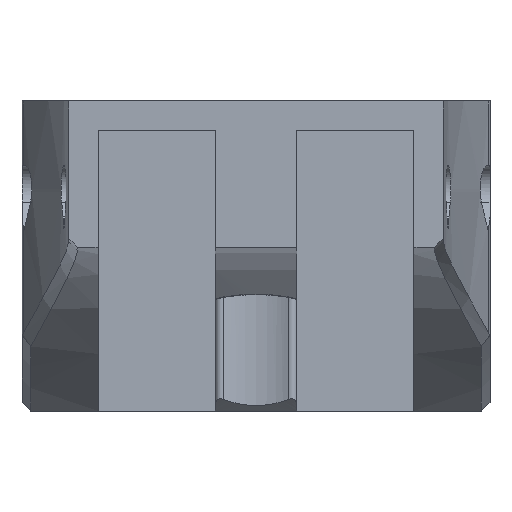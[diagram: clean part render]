
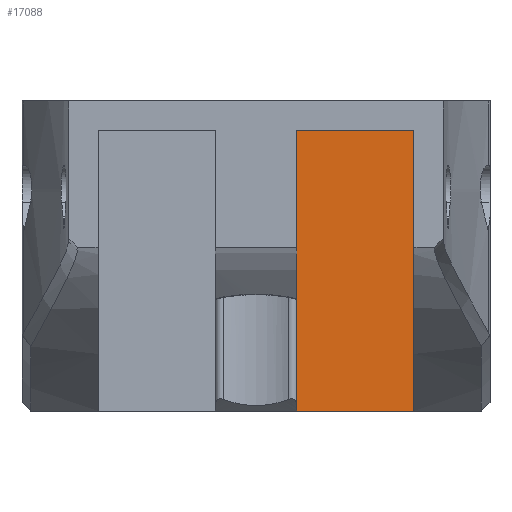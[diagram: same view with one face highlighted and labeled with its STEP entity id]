
A CAD part, left-side view. The second image highlights one B-rep face of the part: STEP entity #17088.
In plain terms, the highlighted planar face has unit normal (-1, 0, 0).
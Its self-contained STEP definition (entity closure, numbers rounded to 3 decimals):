
#111 = PLANE('',#112);
#112 = AXIS2_PLACEMENT_3D('',#113,#114,#115);
#113 = CARTESIAN_POINT('',(24.608,0.,
    -53.));
#114 = DIRECTION('',(0.,0.,-1.));
#115 = DIRECTION('',(-1.,0.,0.));
#15393 = PLANE('',#15394);
#15394 = AXIS2_PLACEMENT_3D('',#15395,#15396,#15397);
#15395 = CARTESIAN_POINT('',(-70.,-7.,-59.241));
#15396 = DIRECTION('',(0.,-1.,0.));
#15397 = DIRECTION('',(0.,0.,1.));
#15995 = VERTEX_POINT('',#15996);
#15996 = CARTESIAN_POINT('',(16.,-7.,-53.));
#16016 = EDGE_CURVE('',#15995,#16017,#16019,.T.);
#16017 = VERTEX_POINT('',#16018);
#16018 = CARTESIAN_POINT('',(16.,-7.,-5.));
#16019 = SURFACE_CURVE('',#16020,(#16024,#16031),.PCURVE_S1.);
#16020 = LINE('',#16021,#16022);
#16021 = CARTESIAN_POINT('',(16.,-7.,-59.241));
#16022 = VECTOR('',#16023,1.);
#16023 = DIRECTION('',(0.,0.,1.));
#16024 = PCURVE('',#15393,#16025);
#16025 = DEFINITIONAL_REPRESENTATION('',(#16026),#16030);
#16026 = LINE('',#16027,#16028);
#16027 = CARTESIAN_POINT('',(0.,-86.));
#16028 = VECTOR('',#16029,1.);
#16029 = DIRECTION('',(1.,0.));
#16030 = ( GEOMETRIC_REPRESENTATION_CONTEXT(2) 
PARAMETRIC_REPRESENTATION_CONTEXT() REPRESENTATION_CONTEXT('2D SPACE',''
  ) );
#16031 = PCURVE('',#16032,#16037);
#16032 = PLANE('',#16033);
#16033 = AXIS2_PLACEMENT_3D('',#16034,#16035,#16036);
#16034 = CARTESIAN_POINT('',(16.,-7.,-5.));
#16035 = DIRECTION('',(-1.,0.,0.));
#16036 = DIRECTION('',(0.,0.,-1.));
#16037 = DEFINITIONAL_REPRESENTATION('',(#16038),#16042);
#16038 = LINE('',#16039,#16040);
#16039 = CARTESIAN_POINT('',(54.241,0.));
#16040 = VECTOR('',#16041,1.);
#16041 = DIRECTION('',(-1.,0.));
#16042 = ( GEOMETRIC_REPRESENTATION_CONTEXT(2) 
PARAMETRIC_REPRESENTATION_CONTEXT() REPRESENTATION_CONTEXT('2D SPACE',''
  ) );
#16060 = PLANE('',#16061);
#16061 = AXIS2_PLACEMENT_3D('',#16062,#16063,#16064);
#16062 = CARTESIAN_POINT('',(-70.,-7.,-5.));
#16063 = DIRECTION('',(0.,0.,-1.));
#16064 = DIRECTION('',(0.,-1.,0.));
#17088 = ADVANCED_FACE('',(#17089),#16032,.T.);
#17089 = FACE_BOUND('',#17090,.T.);
#17090 = EDGE_LOOP('',(#17091,#17114,#17115,#17137));
#17091 = ORIENTED_EDGE('',*,*,#17092,.F.);
#17092 = EDGE_CURVE('',#16017,#17093,#17095,.T.);
#17093 = VERTEX_POINT('',#17094);
#17094 = CARTESIAN_POINT('',(16.,-27.,-5.));
#17095 = SURFACE_CURVE('',#17096,(#17100,#17107),.PCURVE_S1.);
#17096 = LINE('',#17097,#17098);
#17097 = CARTESIAN_POINT('',(16.,-7.,-5.));
#17098 = VECTOR('',#17099,1.);
#17099 = DIRECTION('',(0.,-1.,0.));
#17100 = PCURVE('',#16032,#17101);
#17101 = DEFINITIONAL_REPRESENTATION('',(#17102),#17106);
#17102 = LINE('',#17103,#17104);
#17103 = CARTESIAN_POINT('',(0.,0.));
#17104 = VECTOR('',#17105,1.);
#17105 = DIRECTION('',(0.,1.));
#17106 = ( GEOMETRIC_REPRESENTATION_CONTEXT(2) 
PARAMETRIC_REPRESENTATION_CONTEXT() REPRESENTATION_CONTEXT('2D SPACE',''
  ) );
#17107 = PCURVE('',#16060,#17108);
#17108 = DEFINITIONAL_REPRESENTATION('',(#17109),#17113);
#17109 = LINE('',#17110,#17111);
#17110 = CARTESIAN_POINT('',(0.,-86.));
#17111 = VECTOR('',#17112,1.);
#17112 = DIRECTION('',(1.,0.));
#17113 = ( GEOMETRIC_REPRESENTATION_CONTEXT(2) 
PARAMETRIC_REPRESENTATION_CONTEXT() REPRESENTATION_CONTEXT('2D SPACE',''
  ) );
#17114 = ORIENTED_EDGE('',*,*,#16016,.F.);
#17115 = ORIENTED_EDGE('',*,*,#17116,.T.);
#17116 = EDGE_CURVE('',#15995,#17117,#17119,.T.);
#17117 = VERTEX_POINT('',#17118);
#17118 = CARTESIAN_POINT('',(16.,-27.,-53.));
#17119 = SURFACE_CURVE('',#17120,(#17124,#17130),.PCURVE_S1.);
#17120 = LINE('',#17121,#17122);
#17121 = CARTESIAN_POINT('',(16.,-23.5,-53.));
#17122 = VECTOR('',#17123,1.);
#17123 = DIRECTION('',(0.,-1.,0.));
#17124 = PCURVE('',#16032,#17125);
#17125 = DEFINITIONAL_REPRESENTATION('',(#17126),#17129);
#17126 = B_SPLINE_CURVE_WITH_KNOTS('',1,(#17127,#17128),.UNSPECIFIED.,
  .F.,.F.,(2,2),(-18.5,5.5),.PIECEWISE_BEZIER_KNOTS.);
#17127 = CARTESIAN_POINT('',(48.,-2.));
#17128 = CARTESIAN_POINT('',(48.,22.));
#17129 = ( GEOMETRIC_REPRESENTATION_CONTEXT(2) 
PARAMETRIC_REPRESENTATION_CONTEXT() REPRESENTATION_CONTEXT('2D SPACE',''
  ) );
#17130 = PCURVE('',#111,#17131);
#17131 = DEFINITIONAL_REPRESENTATION('',(#17132),#17136);
#17132 = LINE('',#17133,#17134);
#17133 = CARTESIAN_POINT('',(8.608,-23.5));
#17134 = VECTOR('',#17135,1.);
#17135 = DIRECTION('',(0.,-1.));
#17136 = ( GEOMETRIC_REPRESENTATION_CONTEXT(2) 
PARAMETRIC_REPRESENTATION_CONTEXT() REPRESENTATION_CONTEXT('2D SPACE',''
  ) );
#17137 = ORIENTED_EDGE('',*,*,#17138,.F.);
#17138 = EDGE_CURVE('',#17093,#17117,#17139,.T.);
#17139 = SURFACE_CURVE('',#17140,(#17144,#17151),.PCURVE_S1.);
#17140 = LINE('',#17141,#17142);
#17141 = CARTESIAN_POINT('',(16.,-27.,-5.));
#17142 = VECTOR('',#17143,1.);
#17143 = DIRECTION('',(0.,0.,-1.));
#17144 = PCURVE('',#16032,#17145);
#17145 = DEFINITIONAL_REPRESENTATION('',(#17146),#17150);
#17146 = LINE('',#17147,#17148);
#17147 = CARTESIAN_POINT('',(0.,20.));
#17148 = VECTOR('',#17149,1.);
#17149 = DIRECTION('',(1.,0.));
#17150 = ( GEOMETRIC_REPRESENTATION_CONTEXT(2) 
PARAMETRIC_REPRESENTATION_CONTEXT() REPRESENTATION_CONTEXT('2D SPACE',''
  ) );
#17151 = PCURVE('',#17152,#17157);
#17152 = PLANE('',#17153);
#17153 = AXIS2_PLACEMENT_3D('',#17154,#17155,#17156);
#17154 = CARTESIAN_POINT('',(-70.,-27.,-5.));
#17155 = DIRECTION('',(0.,1.,0.));
#17156 = DIRECTION('',(0.,0.,-1.));
#17157 = DEFINITIONAL_REPRESENTATION('',(#17158),#17162);
#17158 = LINE('',#17159,#17160);
#17159 = CARTESIAN_POINT('',(0.,-86.));
#17160 = VECTOR('',#17161,1.);
#17161 = DIRECTION('',(1.,0.));
#17162 = ( GEOMETRIC_REPRESENTATION_CONTEXT(2) 
PARAMETRIC_REPRESENTATION_CONTEXT() REPRESENTATION_CONTEXT('2D SPACE',''
  ) );
